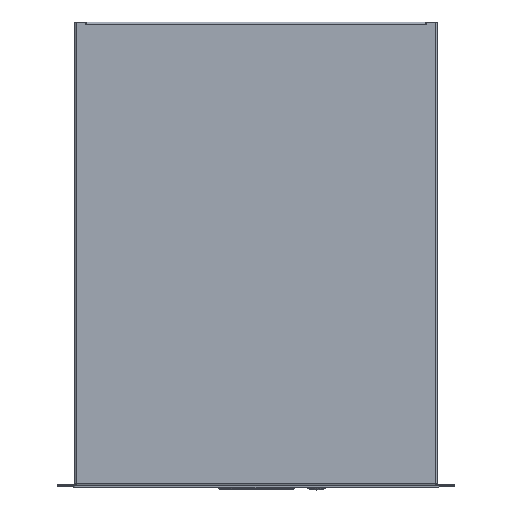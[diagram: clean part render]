
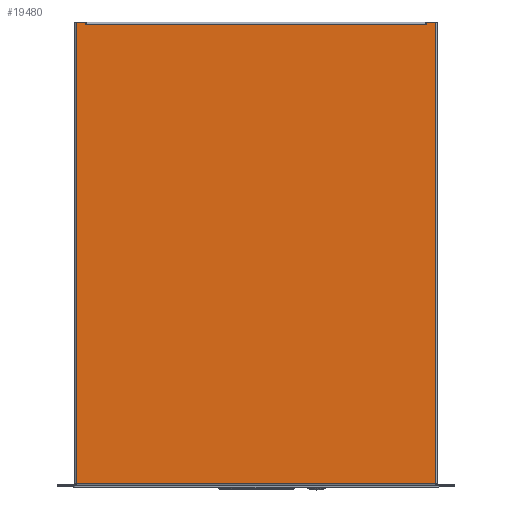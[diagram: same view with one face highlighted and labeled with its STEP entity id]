
A CAD part, top view. The second image highlights one B-rep face of the part: STEP entity #19480.
In plain terms, the highlighted planar face has unit normal (0, 0, 1).
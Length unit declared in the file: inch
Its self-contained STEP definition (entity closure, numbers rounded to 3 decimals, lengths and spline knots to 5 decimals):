
#424 = VECTOR ( 'NONE', #16126, 39.37008 ) ;
#658 = EDGE_CURVE ( 'NONE', #18385, #3277, #4713, .T. ) ;
#720 = LINE ( 'NONE', #10867, #10975 ) ;
#766 = VECTOR ( 'NONE', #5619, 39.37008 ) ;
#881 = ORIENTED_EDGE ( 'NONE', *, *, #12869, .T. ) ;
#933 = DIRECTION ( 'NONE',  ( 0., 1., 0. ) ) ;
#1025 = VERTEX_POINT ( 'NONE', #10796 ) ;
#1111 = LINE ( 'NONE', #19309, #20280 ) ;
#1759 = LINE ( 'NONE', #5114, #766 ) ;
#2064 = VECTOR ( 'NONE', #15186, 39.37008 ) ;
#2412 = CARTESIAN_POINT ( 'NONE',  ( 8.57, 22.28, 6.031 ) ) ;
#2421 = DIRECTION ( 'NONE',  ( -1., 0., 0. ) ) ;
#2609 = CARTESIAN_POINT ( 'NONE',  ( -8.678, 0.213, 6.031 ) ) ;
#3277 = VERTEX_POINT ( 'NONE', #8813 ) ;
#4190 = DIRECTION ( 'NONE',  ( -1., 0., 0. ) ) ;
#4204 = VECTOR ( 'NONE', #5461, 39.37008 ) ;
#4383 = LINE ( 'NONE', #2609, #424 ) ;
#4436 = DIRECTION ( 'NONE',  ( -1., 0., 0. ) ) ;
#4713 = LINE ( 'NONE', #18337, #14857 ) ;
#4975 = EDGE_CURVE ( 'NONE', #3277, #8215, #19384, .T. ) ;
#5097 = CARTESIAN_POINT ( 'NONE',  ( -8.57, 0.213, 6.031 ) ) ;
#5114 = CARTESIAN_POINT ( 'NONE',  ( 8.57, 22.28, 6.031 ) ) ;
#5461 = DIRECTION ( 'NONE',  ( -1., 0., 0. ) ) ;
#5597 = EDGE_CURVE ( 'NONE', #16174, #5727, #19079, .T. ) ;
#5619 = DIRECTION ( 'NONE',  ( 0., 1., 0. ) ) ;
#5727 = VERTEX_POINT ( 'NONE', #12917 ) ;
#5982 = CARTESIAN_POINT ( 'NONE',  ( -8.678, 22.28, 6.031 ) ) ;
#6427 = VERTEX_POINT ( 'NONE', #7728 ) ;
#7569 = CARTESIAN_POINT ( 'NONE',  ( -8.678, 22.172, 6.031 ) ) ;
#7728 = CARTESIAN_POINT ( 'NONE',  ( -8.136, 22.172, 6.031 ) ) ;
#8210 = VERTEX_POINT ( 'NONE', #18481 ) ;
#8215 = VERTEX_POINT ( 'NONE', #5097 ) ;
#8460 = DIRECTION ( 'NONE',  ( 0., 0., 1. ) ) ;
#8813 = CARTESIAN_POINT ( 'NONE',  ( -8.57, 22.28, 6.031 ) ) ;
#9160 = CARTESIAN_POINT ( 'NONE',  ( 8.136, 22.28, 6.031 ) ) ;
#9191 = ORIENTED_EDGE ( 'NONE', *, *, #9781, .T. ) ;
#9572 = AXIS2_PLACEMENT_3D ( 'NONE', #16624, #8460, #22083 ) ;
#9781 = EDGE_CURVE ( 'NONE', #8215, #8210, #4383, .T. ) ;
#10142 = ORIENTED_EDGE ( 'NONE', *, *, #18963, .T. ) ;
#10503 = EDGE_CURVE ( 'NONE', #16809, #21207, #20930, .T. ) ;
#10542 = EDGE_CURVE ( 'NONE', #5727, #6427, #17714, .T. ) ;
#10756 = ORIENTED_EDGE ( 'NONE', *, *, #10503, .T. ) ;
#10796 = CARTESIAN_POINT ( 'NONE',  ( 8.136, 22.172, 6.031 ) ) ;
#10867 = CARTESIAN_POINT ( 'NONE',  ( -8.136, 22.28, 6.031 ) ) ;
#10975 = VECTOR ( 'NONE', #933, 39.37008 ) ;
#11260 = ORIENTED_EDGE ( 'NONE', *, *, #18248, .T. ) ;
#11687 = PLANE ( 'NONE',  #9572 ) ;
#11940 = CARTESIAN_POINT ( 'NONE',  ( 8.136, 22.28, 6.031 ) ) ;
#12236 = DIRECTION ( 'NONE',  ( 0., -1., 0. ) ) ;
#12265 = CARTESIAN_POINT ( 'NONE',  ( 8.106, 22.172, 6.031 ) ) ;
#12448 = CARTESIAN_POINT ( 'NONE',  ( -8.57, 22.28, 6.031 ) ) ;
#12869 = EDGE_CURVE ( 'NONE', #8210, #16809, #1759, .T. ) ;
#12917 = CARTESIAN_POINT ( 'NONE',  ( -8.106, 22.172, 6.031 ) ) ;
#13709 = EDGE_LOOP ( 'NONE', ( #21266, #18930, #17941, #11260, #19530, #22032, #9191, #881, #10756, #10142 ) ) ;
#14857 = VECTOR ( 'NONE', #15455, 39.37008 ) ;
#15186 = DIRECTION ( 'NONE',  ( 0., -1., 0. ) ) ;
#15455 = DIRECTION ( 'NONE',  ( -1., 0., 0. ) ) ;
#15524 = LINE ( 'NONE', #11940, #2064 ) ;
#16126 = DIRECTION ( 'NONE',  ( 1., 0., 0. ) ) ;
#16174 = VERTEX_POINT ( 'NONE', #12265 ) ;
#16624 = CARTESIAN_POINT ( 'NONE',  ( -8.678, 22.28, 6.031 ) ) ;
#16809 = VERTEX_POINT ( 'NONE', #2412 ) ;
#17121 = VECTOR ( 'NONE', #12236, 39.37008 ) ;
#17714 = LINE ( 'NONE', #18044, #20744 ) ;
#17911 = VECTOR ( 'NONE', #2421, 39.37008 ) ;
#17941 = ORIENTED_EDGE ( 'NONE', *, *, #10542, .T. ) ;
#18044 = CARTESIAN_POINT ( 'NONE',  ( 8.136, 22.172, 6.031 ) ) ;
#18248 = EDGE_CURVE ( 'NONE', #6427, #18385, #720, .T. ) ;
#18337 = CARTESIAN_POINT ( 'NONE',  ( -8.678, 22.28, 6.031 ) ) ;
#18385 = VERTEX_POINT ( 'NONE', #20214 ) ;
#18481 = CARTESIAN_POINT ( 'NONE',  ( 8.57, 0.213, 6.031 ) ) ;
#18930 = ORIENTED_EDGE ( 'NONE', *, *, #5597, .T. ) ;
#18963 = EDGE_CURVE ( 'NONE', #21207, #1025, #15524, .T. ) ;
#19079 = LINE ( 'NONE', #7569, #4204 ) ;
#19309 = CARTESIAN_POINT ( 'NONE',  ( 8.136, 22.172, 6.031 ) ) ;
#19384 = LINE ( 'NONE', #12448, #17121 ) ;
#19480 = ADVANCED_FACE ( 'NONE', ( #21749 ), #11687, .T. ) ;
#19530 = ORIENTED_EDGE ( 'NONE', *, *, #658, .T. ) ;
#19949 = EDGE_CURVE ( 'NONE', #1025, #16174, #1111, .T. ) ;
#20214 = CARTESIAN_POINT ( 'NONE',  ( -8.136, 22.28, 6.031 ) ) ;
#20280 = VECTOR ( 'NONE', #4436, 39.37008 ) ;
#20744 = VECTOR ( 'NONE', #4190, 39.37008 ) ;
#20930 = LINE ( 'NONE', #5982, #17911 ) ;
#21207 = VERTEX_POINT ( 'NONE', #9160 ) ;
#21266 = ORIENTED_EDGE ( 'NONE', *, *, #19949, .T. ) ;
#21749 = FACE_OUTER_BOUND ( 'NONE', #13709, .T. ) ;
#22032 = ORIENTED_EDGE ( 'NONE', *, *, #4975, .T. ) ;
#22083 = DIRECTION ( 'NONE',  ( 1., 0., 0. ) ) ;
